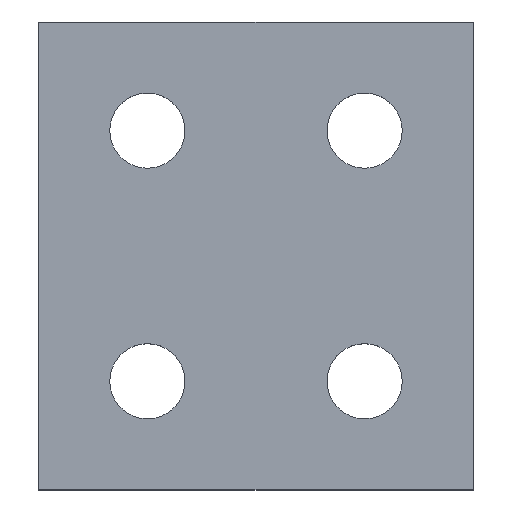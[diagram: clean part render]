
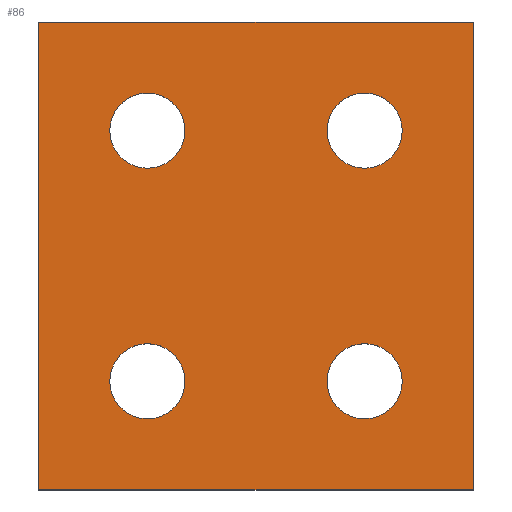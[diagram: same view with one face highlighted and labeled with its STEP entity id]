
A CAD part, top view. The second image highlights one B-rep face of the part: STEP entity #86.
In plain terms, the highlighted planar face has unit normal (0, 0, 1).
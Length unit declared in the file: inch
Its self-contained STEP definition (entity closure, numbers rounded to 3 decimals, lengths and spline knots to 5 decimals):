
#86=ADVANCED_FACE('',(#161,#162,#163,#164,#165),#166,.T.);
#161=FACE_BOUND('',#240,.T.);
#162=FACE_BOUND('',#241,.T.);
#163=FACE_BOUND('',#242,.T.);
#164=FACE_BOUND('',#243,.T.);
#165=FACE_OUTER_BOUND('',#244,.T.);
#166=PLANE('',#245);
#240=EDGE_LOOP('',(#377,#378));
#241=EDGE_LOOP('',(#379,#380));
#242=EDGE_LOOP('',(#381,#382));
#243=EDGE_LOOP('',(#383,#384));
#244=EDGE_LOOP('',(#385,#386,#387,#388));
#245=AXIS2_PLACEMENT_3D('',#389,#390,#391);
#377=ORIENTED_EDGE('',*,*,#439,.F.);
#378=ORIENTED_EDGE('',*,*,#417,.F.);
#379=ORIENTED_EDGE('',*,*,#429,.F.);
#380=ORIENTED_EDGE('',*,*,#397,.F.);
#381=ORIENTED_EDGE('',*,*,#433,.F.);
#382=ORIENTED_EDGE('',*,*,#427,.F.);
#383=ORIENTED_EDGE('',*,*,#441,.F.);
#384=ORIENTED_EDGE('',*,*,#437,.F.);
#385=ORIENTED_EDGE('',*,*,#399,.F.);
#386=ORIENTED_EDGE('',*,*,#422,.F.);
#387=ORIENTED_EDGE('',*,*,#431,.F.);
#388=ORIENTED_EDGE('',*,*,#419,.F.);
#389=CARTESIAN_POINT('',(0.,0.,0.25));
#390=DIRECTION('',(0.0,0.0,1.0));
#391=DIRECTION('',(1.0,0.0,0.0));
#397=EDGE_CURVE('',#450,#446,#452,.T.);
#399=EDGE_CURVE('',#454,#455,#456,.T.);
#417=EDGE_CURVE('',#484,#482,#486,.T.);
#419=EDGE_CURVE('',#455,#488,#489,.T.);
#422=EDGE_CURVE('',#492,#454,#493,.T.);
#427=EDGE_CURVE('',#498,#496,#500,.T.);
#429=EDGE_CURVE('',#446,#450,#502,.T.);
#431=EDGE_CURVE('',#488,#492,#504,.T.);
#433=EDGE_CURVE('',#496,#498,#506,.T.);
#437=EDGE_CURVE('',#510,#508,#512,.T.);
#439=EDGE_CURVE('',#482,#484,#514,.T.);
#441=EDGE_CURVE('',#508,#510,#516,.T.);
#446=VERTEX_POINT('',#521);
#450=VERTEX_POINT('',#526);
#452=CIRCLE('',#529,0.28125);
#454=VERTEX_POINT('',#531);
#455=VERTEX_POINT('',#532);
#456=LINE('',#533,#534);
#482=VERTEX_POINT('',#566);
#484=VERTEX_POINT('',#569);
#486=CIRCLE('',#572,0.28125);
#488=VERTEX_POINT('',#574);
#489=LINE('',#575,#576);
#492=VERTEX_POINT('',#580);
#493=LINE('',#581,#582);
#496=VERTEX_POINT('',#586);
#498=VERTEX_POINT('',#589);
#500=CIRCLE('',#592,0.28125);
#502=CIRCLE('',#594,0.28125);
#504=LINE('',#596,#597);
#506=CIRCLE('',#599,0.28125);
#508=VERTEX_POINT('',#601);
#510=VERTEX_POINT('',#604);
#512=CIRCLE('',#607,0.28125);
#514=CIRCLE('',#609,0.28125);
#516=CIRCLE('',#611,0.28125);
#521=CARTESIAN_POINT('',(-0.53125,0.9375,0.25));
#526=CARTESIAN_POINT('',(-1.09375,0.9375,0.25));
#529=AXIS2_PLACEMENT_3D('',#619,#620,#621);
#531=CARTESIAN_POINT('',(-1.625,-1.75,0.25));
#532=CARTESIAN_POINT('',(-1.625,1.75,0.25));
#533=CARTESIAN_POINT('',(-1.625,-1.75,0.25));
#534=VECTOR('',#622,1.0);
#566=CARTESIAN_POINT('',(1.09375,-0.9375,0.25));
#569=CARTESIAN_POINT('',(0.53125,-0.9375,0.25));
#572=AXIS2_PLACEMENT_3D('',#652,#653,#654);
#574=CARTESIAN_POINT('',(1.625,1.75,0.25));
#575=CARTESIAN_POINT('',(-1.625,1.75,0.25));
#576=VECTOR('',#655,1.0);
#580=CARTESIAN_POINT('',(1.625,-1.75,0.25));
#581=CARTESIAN_POINT('',(1.625,-1.75,0.25));
#582=VECTOR('',#657,1.0);
#586=CARTESIAN_POINT('',(1.09375,0.9375,0.25));
#589=CARTESIAN_POINT('',(0.53125,0.9375,0.25));
#592=AXIS2_PLACEMENT_3D('',#661,#662,#663);
#594=AXIS2_PLACEMENT_3D('',#664,#665,#666);
#596=CARTESIAN_POINT('',(1.625,1.75,0.25));
#597=VECTOR('',#667,1.0);
#599=AXIS2_PLACEMENT_3D('',#668,#669,#670);
#601=CARTESIAN_POINT('',(-0.53125,-0.9375,0.25));
#604=CARTESIAN_POINT('',(-1.09375,-0.9375,0.25));
#607=AXIS2_PLACEMENT_3D('',#673,#674,#675);
#609=AXIS2_PLACEMENT_3D('',#676,#677,#678);
#611=AXIS2_PLACEMENT_3D('',#679,#680,#681);
#619=CARTESIAN_POINT('',(-0.8125,0.9375,0.25));
#620=DIRECTION('',(0.0,0.0,1.0));
#621=DIRECTION('',(1.0,0.0,0.0));
#622=DIRECTION('',(0.0,1.0,0.0));
#652=CARTESIAN_POINT('',(0.8125,-0.9375,0.25));
#653=DIRECTION('',(0.0,0.0,1.0));
#654=DIRECTION('',(1.0,0.0,0.0));
#655=DIRECTION('',(1.0,0.0,0.0));
#657=DIRECTION('',(-1.0,0.,0.0));
#661=CARTESIAN_POINT('',(0.8125,0.9375,0.25));
#662=DIRECTION('',(0.0,0.0,1.0));
#663=DIRECTION('',(1.0,0.0,0.0));
#664=CARTESIAN_POINT('',(-0.8125,0.9375,0.25));
#665=DIRECTION('',(0.0,0.0,1.0));
#666=DIRECTION('',(1.0,0.0,0.0));
#667=DIRECTION('',(0.,-1.0,0.0));
#668=CARTESIAN_POINT('',(0.8125,0.9375,0.25));
#669=DIRECTION('',(0.0,0.0,1.0));
#670=DIRECTION('',(1.0,0.0,0.0));
#673=CARTESIAN_POINT('',(-0.8125,-0.9375,0.25));
#674=DIRECTION('',(0.0,0.0,1.0));
#675=DIRECTION('',(1.0,0.0,0.0));
#676=CARTESIAN_POINT('',(0.8125,-0.9375,0.25));
#677=DIRECTION('',(0.0,0.0,1.0));
#678=DIRECTION('',(1.0,0.0,0.0));
#679=CARTESIAN_POINT('',(-0.8125,-0.9375,0.25));
#680=DIRECTION('',(0.0,0.0,1.0));
#681=DIRECTION('',(1.0,0.0,0.0));
